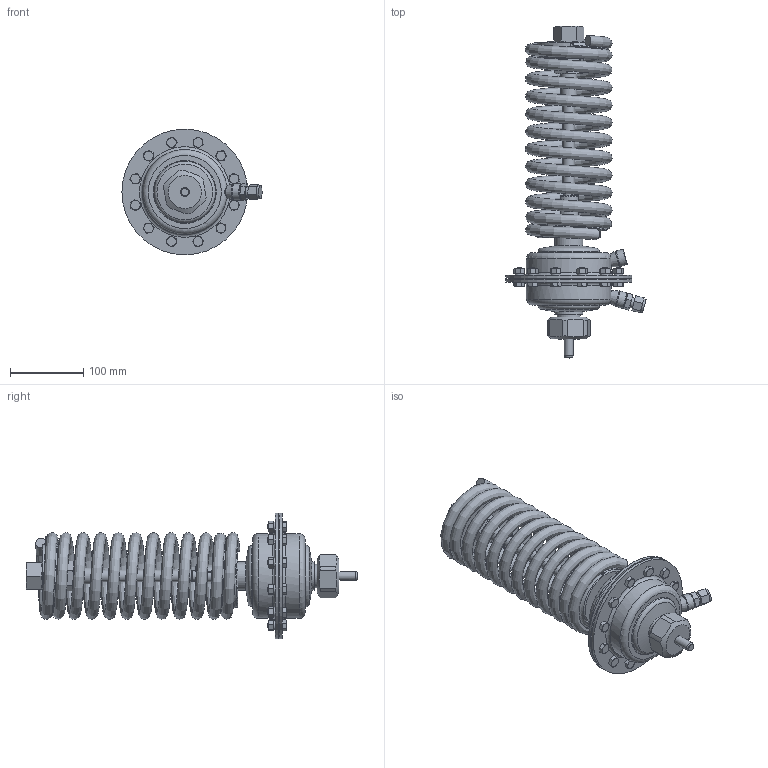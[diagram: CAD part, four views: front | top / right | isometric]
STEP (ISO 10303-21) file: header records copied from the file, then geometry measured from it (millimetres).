
FILE_DESCRIPTION (( 'STEP AP214' ), '1' );
FILE_NAME ('003G1009R.ZLSZXJG.DA2.Z80╱ZA4 自力式阀前控制执行机构组件250305.STEP', '2025-03-05T11:28:42', ( '' ), ( '' ), 'SwSTEP 2.0', 'SolidWorks 2020', '' );
FILE_SCHEMA (( 'AUTOMOTIVE_DESIGN' ));
Length unit declared in the file: millimetre
Products named in the file (1): 003G1009R.ZLSZXJG.DA2.Z80╱ZA4 自力式阀前控制执行机构组件250305
Bounding box: 191.72 x 454.3 x 172 mm (x, y, z)
Volume: 2159173.5 mm3; surface area: 338387.7 mm2
Topology: 1 solids, 1 shells, 749 faces, 1766 edges, 1087 vertices
Faces by surface type: cone 293, plane 290, cylinder 86, bspline 60, torus 18, sphere 2
Full cylindrical faces by diameter (mm): 8 x24, 12 x1, 14.5 x2, 16 x2, 18 x1, 18.5 x3, 21.8 x1, 22 x2, 32 x1, 38.5 x2, 116 x2, 165 x2, 172 x2
Entity records: 40511 total; most frequent: CARTESIAN_POINT 17302, ORIENTED_EDGE 3144, DIRECTION 2760, EDGE_CURVE 1572, AXIS2_PLACEMENT_3D 1199, VERTEX_POINT 1009, EDGE_LOOP 963, FACE_OUTER_BOUND 811
